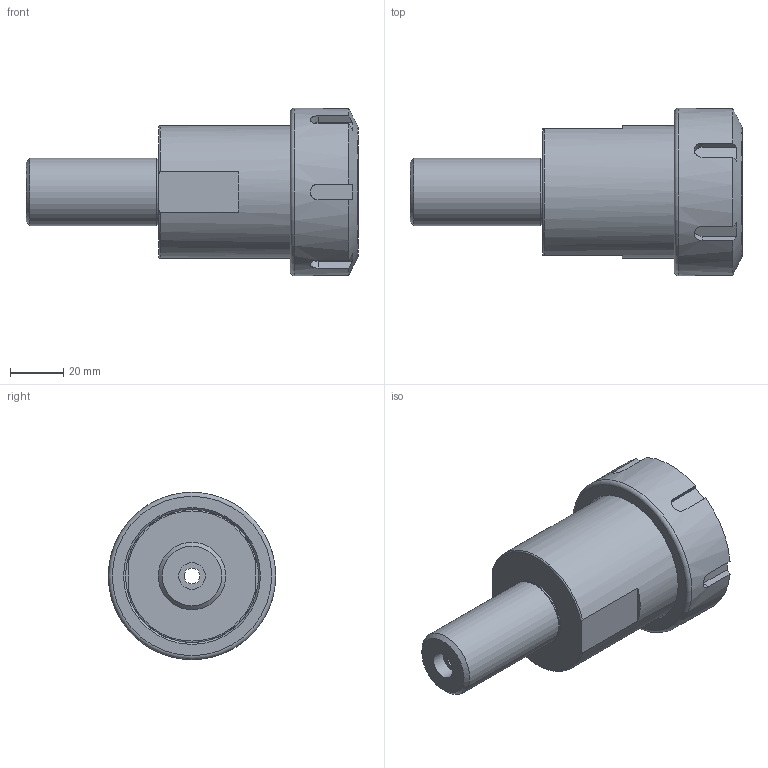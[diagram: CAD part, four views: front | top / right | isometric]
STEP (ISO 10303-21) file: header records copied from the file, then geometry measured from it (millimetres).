
FILE_DESCRIPTION(/* description */ (''),/* implementation_level */ '2;1');
FILE_NAME(/* name */ 'S100-ER40-0197.stp',/* time_stamp */ '2019-06-18T09:12:32-05:00',/* author */ ('ldfli'),/* organization */ (''),/* preprocessor_version */ 'ST-DEVELOPER v18',/* originating_system */ 'Autodesk Inventor LT',/* authorisation */ '');
FILE_SCHEMA (('AUTOMOTIVE_DESIGN { 1 0 10303 214 3 1 1 }'));
Length unit declared in the file: millimetre
Products named in the file (1): S100-ER40-0197
Bounding box: 125 x 63 x 63 mm (x, y, z)
Volume: 122451.6 mm3; surface area: 37661.4 mm2
Topology: 2 solids, 2 shells, 71 faces, 209 edges, 150 vertices
Faces by surface type: plane 34, cylinder 19, cone 10, torus 8
Full cylindrical faces by diameter (mm): 6 x1, 10 x1, 15.748 x1, 24.8 x1, 25.4 x1, 30.5 x1, 33.32 x1, 37.47 x1, 42 x1, 48.5 x1, 50 x1, 51.76 x1, 63 x1
Entity records: 2615 total; most frequent: CARTESIAN_POINT 621, DIRECTION 425, ORIENTED_EDGE 418, EDGE_CURVE 209, AXIS2_PLACEMENT_3D 179, VERTEX_POINT 150, CIRCLE 107, EDGE_LOOP 83
